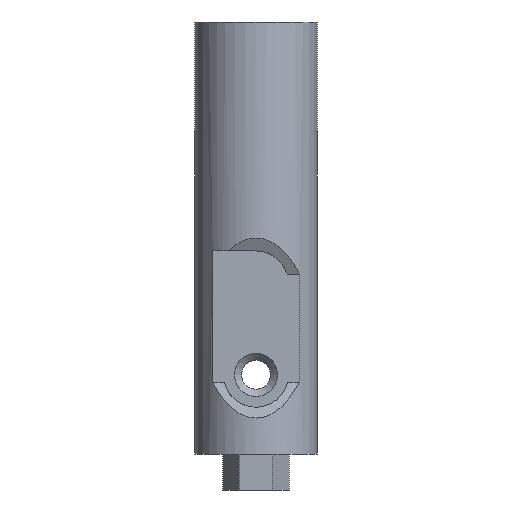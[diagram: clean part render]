
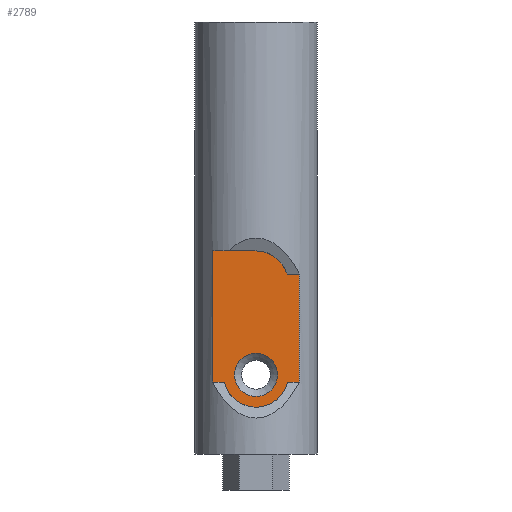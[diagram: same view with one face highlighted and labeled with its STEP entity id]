
A CAD part, left-side view. The second image highlights one B-rep face of the part: STEP entity #2789.
In plain terms, the highlighted planar face has unit normal (-1, 0, 0).
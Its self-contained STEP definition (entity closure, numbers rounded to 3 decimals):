
#21=FACE_BOUND('',#466,.T.);
#79=PLANE('',#3004);
#181=CIRCLE('',#3003,3.);
#182=CIRCLE('',#3005,4.5);
#183=CIRCLE('',#3006,4.5);
#311=FACE_OUTER_BOUND('',#465,.T.);
#465=EDGE_LOOP('',(#2440,#2441,#2442,#2443,#2444,#2445,#2446,#2447));
#466=EDGE_LOOP('',(#2448));
#781=LINE('',#7181,#986);
#783=LINE('',#7190,#988);
#812=LINE('',#7310,#1017);
#813=LINE('',#7313,#1018);
#814=LINE('',#7315,#1019);
#815=LINE('',#7318,#1020);
#986=VECTOR('',#3457,10.);
#988=VECTOR('',#3465,10.);
#1017=VECTOR('',#3568,10.);
#1018=VECTOR('',#3571,10.);
#1019=VECTOR('',#3572,10.);
#1020=VECTOR('',#3575,10.);
#1267=VERTEX_POINT('',#7178);
#1268=VERTEX_POINT('',#7180);
#1271=VERTEX_POINT('',#7187);
#1272=VERTEX_POINT('',#7189);
#1305=VERTEX_POINT('',#7305);
#1306=VERTEX_POINT('',#7309);
#1307=VERTEX_POINT('',#7311);
#1308=VERTEX_POINT('',#7314);
#1309=VERTEX_POINT('',#7316);
#1652=EDGE_CURVE('',#1267,#1268,#781,.T.);
#1657=EDGE_CURVE('',#1271,#1272,#783,.T.);
#1709=EDGE_CURVE('',#1305,#1305,#181,.T.);
#1711=EDGE_CURVE('',#1306,#1271,#812,.T.);
#1712=EDGE_CURVE('',#1306,#1307,#182,.T.);
#1713=EDGE_CURVE('',#1268,#1307,#813,.T.);
#1714=EDGE_CURVE('',#1267,#1308,#814,.T.);
#1715=EDGE_CURVE('',#1308,#1309,#183,.T.);
#1716=EDGE_CURVE('',#1309,#1272,#815,.T.);
#2440=ORIENTED_EDGE('',*,*,#1657,.F.);
#2441=ORIENTED_EDGE('',*,*,#1711,.F.);
#2442=ORIENTED_EDGE('',*,*,#1712,.T.);
#2443=ORIENTED_EDGE('',*,*,#1713,.F.);
#2444=ORIENTED_EDGE('',*,*,#1652,.F.);
#2445=ORIENTED_EDGE('',*,*,#1714,.T.);
#2446=ORIENTED_EDGE('',*,*,#1715,.T.);
#2447=ORIENTED_EDGE('',*,*,#1716,.T.);
#2448=ORIENTED_EDGE('',*,*,#1709,.F.);
#2789=ADVANCED_FACE('',(#311,#21),#79,.F.);
#3003=AXIS2_PLACEMENT_3D('',#7306,#3563,#3564);
#3004=AXIS2_PLACEMENT_3D('',#7308,#3566,#3567);
#3005=AXIS2_PLACEMENT_3D('',#7312,#3569,#3570);
#3006=AXIS2_PLACEMENT_3D('',#7317,#3573,#3574);
#3457=DIRECTION('',(0.,0.,-1.));
#3465=DIRECTION('',(0.,0.,1.));
#3563=DIRECTION('center_axis',(-1.,0.,0.));
#3564=DIRECTION('ref_axis',(0.,-1.,0.));
#3566=DIRECTION('center_axis',(1.,0.,0.));
#3567=DIRECTION('ref_axis',(0.,0.,-1.));
#3568=DIRECTION('',(0.,1.,0.));
#3569=DIRECTION('center_axis',(-1.,0.,0.));
#3570=DIRECTION('ref_axis',(0.,0.975,-0.222));
#3571=DIRECTION('',(0.,1.,0.));
#3572=DIRECTION('',(0.,1.,0.));
#3573=DIRECTION('center_axis',(-1.,0.,0.));
#3574=DIRECTION('ref_axis',(0.,-1.,0.));
#3575=DIRECTION('',(0.,1.,0.));
#7178=CARTESIAN_POINT('',(-6.,-6.021,30.));
#7180=CARTESIAN_POINT('',(-6.,-6.021,15.));
#7181=CARTESIAN_POINT('',(-6.,-6.021,0.));
#7187=CARTESIAN_POINT('',(-6.,6.021,15.));
#7189=CARTESIAN_POINT('',(-6.,6.021,33.2));
#7190=CARTESIAN_POINT('',(-6.,6.021,0.));
#7305=CARTESIAN_POINT('',(-6.,3.,16.));
#7306=CARTESIAN_POINT('Origin',(-6.,0.,16.));
#7308=CARTESIAN_POINT('Origin',(-6.,0.,30.));
#7309=CARTESIAN_POINT('',(-6.,4.387,15.));
#7310=CARTESIAN_POINT('',(-6.,0.,15.));
#7311=CARTESIAN_POINT('',(-6.,-4.387,15.));
#7312=CARTESIAN_POINT('Origin',(-6.,0.,16.));
#7313=CARTESIAN_POINT('',(-6.,0.,15.));
#7314=CARTESIAN_POINT('',(-6.,-4.308,30.));
#7315=CARTESIAN_POINT('',(-6.,0.,30.));
#7316=CARTESIAN_POINT('',(-6.,0.,33.2));
#7317=CARTESIAN_POINT('Origin',(-6.,0.,28.7));
#7318=CARTESIAN_POINT('',(-6.,0.,33.2));
